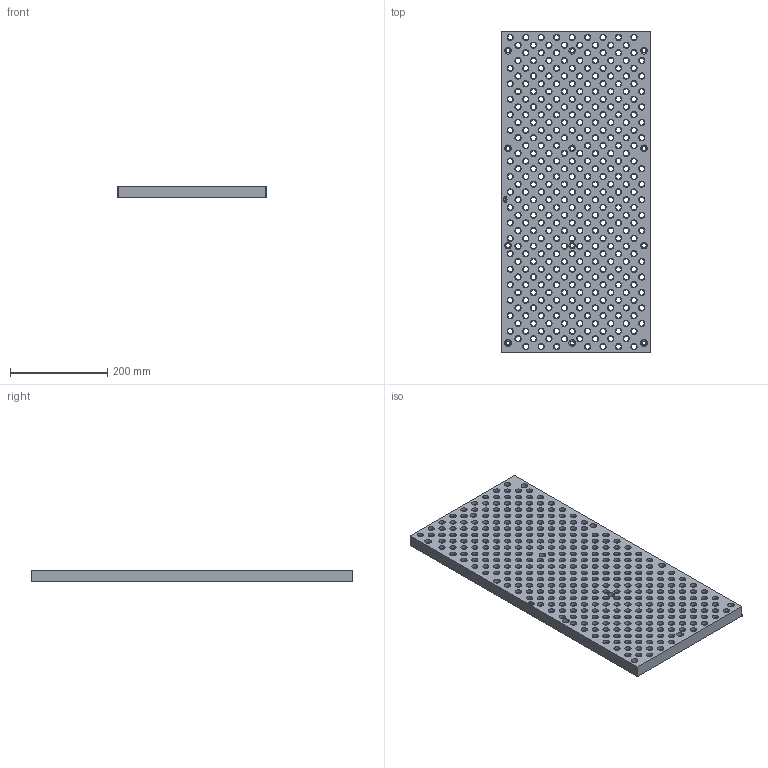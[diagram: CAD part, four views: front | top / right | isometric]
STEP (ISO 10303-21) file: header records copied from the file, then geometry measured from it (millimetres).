
FILE_DESCRIPTION(/* description */ (''),/* implementation_level */ '2;1');
FILE_NAME(/* name */ 'AVID_PRO4824_26x12.step',/* time_stamp */ '2022-04-13T12:42:22-04:00',/* author */ (''),/* organization */ (''),/* preprocessor_version */ 'ST-DEVELOPER v18.1',/* originating_system */ 'Autodesk Translation Framework v10.14.0.1471',/* authorisation */ '');
FILE_SCHEMA (('AUTOMOTIVE_DESIGN { 1 0 10303 214 3 1 1 }'));
Length unit declared in the file: inch
Products named in the file (4): Benchtop Pro 4824 Plates; 12x26 Plate; SMW v6; SMW
Assembly tree (3 placements, depth 3):
  Benchtop Pro 4824 Plates
    12x26 Plate
    SMW v6
      SMW
Bounding box: 304.8 x 660.4 x 24.13 mm (x, y, z)
Volume: 3956655 mm3; surface area: 699246.5 mm2
Topology: 1 solids, 1 shells, 1225 faces, 2541 edges, 1694 vertices
Faces by surface type: cylinder 751, plane 393, bspline 81
Full cylindrical faces by diameter (mm): 8.5 x12, 10.808 x359, 12.713 x359, 13.5 x12
Entity records: 36607 total; most frequent: CARTESIAN_POINT 7943, DIRECTION 6115, ORIENTED_EDGE 5082, AXIS2_PLACEMENT_3D 2653, EDGE_CURVE 2541, EDGE_LOOP 2343, VERTEX_POINT 1694, CIRCLE 1502
